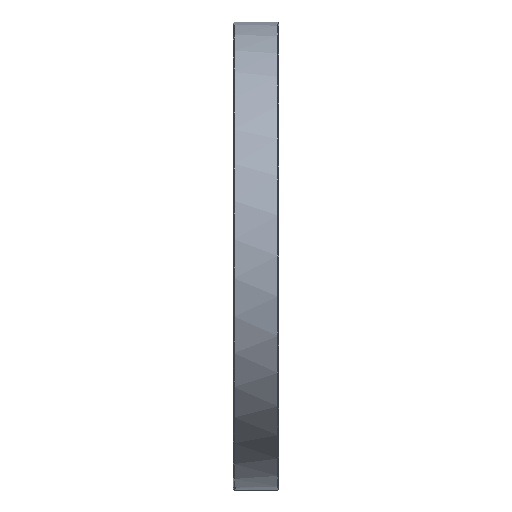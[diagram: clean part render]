
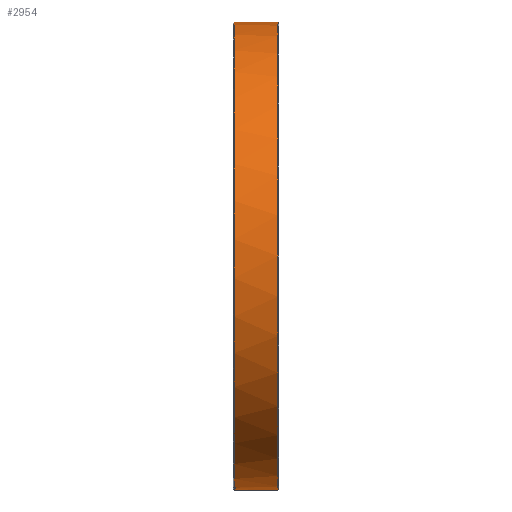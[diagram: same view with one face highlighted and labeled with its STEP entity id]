
A CAD part, left-side view. The second image highlights one B-rep face of the part: STEP entity #2954.
In plain terms, the highlighted cylindrical face has radius 126.6 mm (diameter 253.2 mm), a partial arc.
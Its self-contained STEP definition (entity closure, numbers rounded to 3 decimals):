
#86 = EDGE_CURVE ( 'NONE', #3713, #2748, #3775, .T. ) ;
#87 = EDGE_CURVE ( 'NONE', #3523, #3519, #3779, .T. ) ;
#110 = EDGE_CURVE ( 'NONE', #3713, #3720, #3807, .T. ) ;
#147 = EDGE_CURVE ( 'NONE', #3720, #3719, #3843, .T. ) ;
#148 = EDGE_CURVE ( 'NONE', #3714, #3719, #3844, .T. ) ;
#149 = EDGE_CURVE ( 'NONE', #3714, #3522, #3846, .T. ) ;
#150 = EDGE_CURVE ( 'NONE', #3519, #2748, #3847, .T. ) ;
#306 = EDGE_CURVE ( 'NONE', #3522, #3523, #4168, .T. ) ;
#1144 = DIRECTION ( 'NONE',  ( 0., 1., 0. ) ) ;
#1148 = DIRECTION ( 'NONE',  ( 0., 0., 1. ) ) ;
#1159 = CARTESIAN_POINT ( 'NONE',  ( 0., 23.4, 0. ) ) ;
#1168 = CARTESIAN_POINT ( 'NONE',  ( -15.036, -15.022, -125.704 ) ) ;
#1169 = DIRECTION ( 'NONE',  ( 0., 1., 0. ) ) ;
#1180 = DIRECTION ( 'NONE',  ( 0., 1., 0. ) ) ;
#1224 = DIRECTION ( 'NONE',  ( 0., 0., 1. ) ) ;
#1267 = CARTESIAN_POINT ( 'NONE',  ( 0., -15.022, 126.6 ) ) ;
#1277 = DIRECTION ( 'NONE',  ( 0., 0., -1. ) ) ;
#1278 = CARTESIAN_POINT ( 'NONE',  ( 0., 24.2, 0. ) ) ;
#1279 = DIRECTION ( 'NONE',  ( 0., -1., 0. ) ) ;
#1289 = DIRECTION ( 'NONE',  ( 0., -1., 0. ) ) ;
#1324 = CARTESIAN_POINT ( 'NONE',  ( -18.011, -15.022, -125.312 ) ) ;
#1373 = CARTESIAN_POINT ( 'NONE',  ( 0., -15.022, -126.6 ) ) ;
#1375 = DIRECTION ( 'NONE',  ( 0., -1., 0. ) ) ;
#1417 = CARTESIAN_POINT ( 'NONE',  ( 0., 0.4, 0. ) ) ;
#1431 = DIRECTION ( 'NONE',  ( 0., -1., 0. ) ) ;
#1850 = DIRECTION ( 'NONE',  ( 0., -1., 0. ) ) ;
#1857 = DIRECTION ( 'NONE',  ( 0., 0., -1. ) ) ;
#1858 = CARTESIAN_POINT ( 'NONE',  ( 0., -15.022, 0. ) ) ;
#1953 = CARTESIAN_POINT ( 'NONE',  ( 0., 0.4, 126.6 ) ) ;
#2091 = CARTESIAN_POINT ( 'NONE',  ( -18.011, 24.2, -125.312 ) ) ;
#2095 = CARTESIAN_POINT ( 'NONE',  ( 0., 24.2, 126.6 ) ) ;
#2100 = CARTESIAN_POINT ( 'NONE',  ( -18.011, 23.4, -125.312 ) ) ;
#2105 = CARTESIAN_POINT ( 'NONE',  ( -15.036, 23.4, -125.704 ) ) ;
#2314 = CARTESIAN_POINT ( 'NONE',  ( 0., 24.2, -126.6 ) ) ;
#2315 = CARTESIAN_POINT ( 'NONE',  ( -15.036, 24.2, -125.704 ) ) ;
#2318 = CARTESIAN_POINT ( 'NONE',  ( 0., 0.4, -126.6 ) ) ;
#2724 = ORIENTED_EDGE ( 'NONE', *, *, #87, .T. ) ;
#2725 = ORIENTED_EDGE ( 'NONE', *, *, #306, .T. ) ;
#2726 = ORIENTED_EDGE ( 'NONE', *, *, #149, .T. ) ;
#2730 = ORIENTED_EDGE ( 'NONE', *, *, #148, .F. ) ;
#2732 = ORIENTED_EDGE ( 'NONE', *, *, #150, .T. ) ;
#2748 = VERTEX_POINT ( 'NONE', #1953 ) ;
#2954 = ADVANCED_FACE ( 'NONE', ( #4557 ), #4546, .T. ) ;
#3311 = DIRECTION ( 'NONE',  ( 0., 0., -1. ) ) ;
#3325 = DIRECTION ( 'NONE',  ( 0., -1., 0. ) ) ;
#3372 = CARTESIAN_POINT ( 'NONE',  ( 0., 24.2, 0. ) ) ;
#3422 = ORIENTED_EDGE ( 'NONE', *, *, #147, .T. ) ;
#3425 = ORIENTED_EDGE ( 'NONE', *, *, #110, .T. ) ;
#3429 = ORIENTED_EDGE ( 'NONE', *, *, #86, .F. ) ;
#3519 = VERTEX_POINT ( 'NONE', #2318 ) ;
#3522 = VERTEX_POINT ( 'NONE', #2315 ) ;
#3523 = VERTEX_POINT ( 'NONE', #2314 ) ;
#3713 = VERTEX_POINT ( 'NONE', #2095 ) ;
#3714 = VERTEX_POINT ( 'NONE', #2105 ) ;
#3719 = VERTEX_POINT ( 'NONE', #2100 ) ;
#3720 = VERTEX_POINT ( 'NONE', #2091 ) ;
#3775 = LINE ( 'NONE', #1267, #3780 ) ;
#3779 = LINE ( 'NONE', #1373, #3782 ) ;
#3780 = VECTOR ( 'NONE', #1289, 1000. ) ;
#3782 = VECTOR ( 'NONE', #1375, 1000. ) ;
#3807 = CIRCLE ( 'NONE', #4795, 126.6 ) ;
#3843 = LINE ( 'NONE', #1324, #3845 ) ;
#3844 = CIRCLE ( 'NONE', #4869, 126.6 ) ;
#3845 = VECTOR ( 'NONE', #1431, 1000. ) ;
#3846 = LINE ( 'NONE', #1168, #3848 ) ;
#3847 = CIRCLE ( 'NONE', #4871, 126.6 ) ;
#3848 = VECTOR ( 'NONE', #1169, 1000. ) ;
#4168 = CIRCLE ( 'NONE', #5024, 126.6 ) ;
#4546 = CYLINDRICAL_SURFACE ( 'NONE', #4725, 126.6 ) ;
#4557 = FACE_OUTER_BOUND ( 'NONE', #5816, .T. ) ;
#4725 = AXIS2_PLACEMENT_3D ( 'NONE', #1858, #1850, #1857 ) ;
#4795 = AXIS2_PLACEMENT_3D ( 'NONE', #1278, #1279, #1277 ) ;
#4869 = AXIS2_PLACEMENT_3D ( 'NONE', #1159, #1144, #1148 ) ;
#4871 = AXIS2_PLACEMENT_3D ( 'NONE', #1417, #1180, #1224 ) ;
#5024 = AXIS2_PLACEMENT_3D ( 'NONE', #3372, #3325, #3311 ) ;
#5816 = EDGE_LOOP ( 'NONE', ( #3429, #3425, #3422, #2730, #2726, #2725, #2724, #2732 ) ) ;
